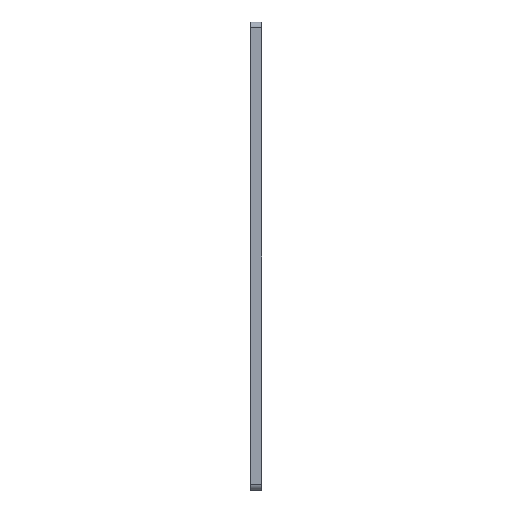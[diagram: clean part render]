
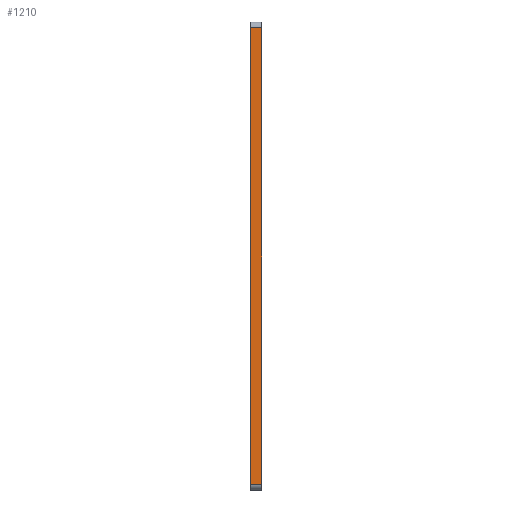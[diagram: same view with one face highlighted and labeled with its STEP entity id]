
A CAD part, left-side view. The second image highlights one B-rep face of the part: STEP entity #1210.
In plain terms, the highlighted planar face has unit normal (-1, 0, 0).
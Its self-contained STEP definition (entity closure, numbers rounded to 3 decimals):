
#60 = VERTEX_POINT ( 'NONE', #127 ) ;
#127 = CARTESIAN_POINT ( 'NONE',  ( -40., 2., 39. ) ) ;
#138 = DIRECTION ( 'NONE',  ( 0., -1., 0. ) ) ;
#140 = VECTOR ( 'NONE', #758, 1000. ) ;
#161 = ORIENTED_EDGE ( 'NONE', *, *, #250, .T. ) ;
#163 = CARTESIAN_POINT ( 'NONE',  ( -40., 2., 40. ) ) ;
#179 = FACE_OUTER_BOUND ( 'NONE', #471, .T. ) ;
#189 = CARTESIAN_POINT ( 'NONE',  ( -40., 0., 39. ) ) ;
#197 = LINE ( 'NONE', #936, #274 ) ;
#226 = EDGE_CURVE ( 'NONE', #1048, #60, #1386, .T. ) ;
#250 = EDGE_CURVE ( 'NONE', #600, #1358, #197, .T. ) ;
#265 = ORIENTED_EDGE ( 'NONE', *, *, #1248, .F. ) ;
#274 = VECTOR ( 'NONE', #138, 1000. ) ;
#305 = PLANE ( 'NONE',  #1069 ) ;
#320 = CARTESIAN_POINT ( 'NONE',  ( -40., 0., 40. ) ) ;
#324 = DIRECTION ( 'NONE',  ( 0., 0., 1. ) ) ;
#447 = LINE ( 'NONE', #320, #140 ) ;
#471 = EDGE_LOOP ( 'NONE', ( #265, #161, #1265, #1342 ) ) ;
#600 = VERTEX_POINT ( 'NONE', #690 ) ;
#669 = VECTOR ( 'NONE', #324, 1000. ) ;
#690 = CARTESIAN_POINT ( 'NONE',  ( -40., 2., -39. ) ) ;
#750 = DIRECTION ( 'NONE',  ( 0., 0., -1. ) ) ;
#758 = DIRECTION ( 'NONE',  ( 0., 0., 1. ) ) ;
#856 = VECTOR ( 'NONE', #1370, 1000. ) ;
#868 = CARTESIAN_POINT ( 'NONE',  ( -40., 2., 40. ) ) ;
#922 = CARTESIAN_POINT ( 'NONE',  ( -40., 2., 39. ) ) ;
#936 = CARTESIAN_POINT ( 'NONE',  ( -40., 2., -39. ) ) ;
#1048 = VERTEX_POINT ( 'NONE', #189 ) ;
#1069 = AXIS2_PLACEMENT_3D ( 'NONE', #163, #1420, #750 ) ;
#1210 = ADVANCED_FACE ( 'NONE', ( #179 ), #305, .F. ) ;
#1223 = EDGE_CURVE ( 'NONE', #1358, #1048, #447, .T. ) ;
#1248 = EDGE_CURVE ( 'NONE', #600, #60, #1262, .T. ) ;
#1262 = LINE ( 'NONE', #868, #669 ) ;
#1265 = ORIENTED_EDGE ( 'NONE', *, *, #1223, .T. ) ;
#1342 = ORIENTED_EDGE ( 'NONE', *, *, #226, .T. ) ;
#1358 = VERTEX_POINT ( 'NONE', #1444 ) ;
#1370 = DIRECTION ( 'NONE',  ( 0., 1., 0. ) ) ;
#1386 = LINE ( 'NONE', #922, #856 ) ;
#1420 = DIRECTION ( 'NONE',  ( 1., 0., 0. ) ) ;
#1444 = CARTESIAN_POINT ( 'NONE',  ( -40., 0., -39. ) ) ;
